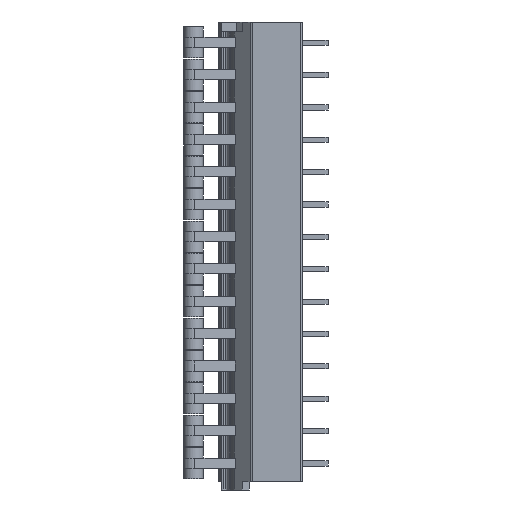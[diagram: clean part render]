
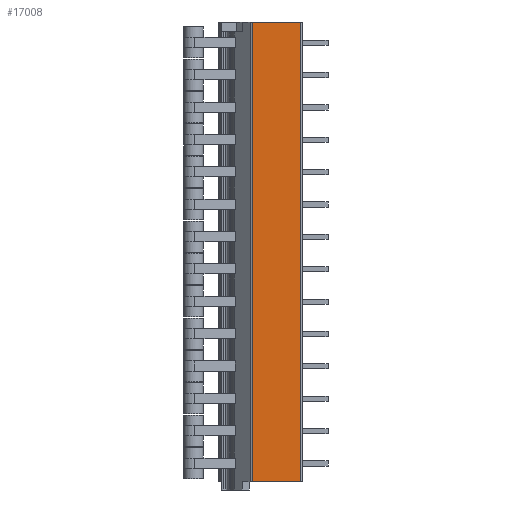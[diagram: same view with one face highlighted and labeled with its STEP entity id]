
A CAD part, left-side view. The second image highlights one B-rep face of the part: STEP entity #17008.
In plain terms, the highlighted planar face has unit normal (-1, 0, 0).
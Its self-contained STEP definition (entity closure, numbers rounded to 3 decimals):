
#30=DIRECTION('',(0.,-1.,0.));
#31=VECTOR('',#30,7.471);
#32=CARTESIAN_POINT('',(0.,7.671,-67.8));
#33=LINE('',#32,#31);
#310=DIRECTION('',(0.,-1.,0.));
#311=VECTOR('',#310,7.471);
#312=CARTESIAN_POINT('',(0.,7.671,3.2));
#313=LINE('',#312,#311);
#563=DIRECTION('',(0.,0.,1.));
#564=VECTOR('',#563,71.);
#565=CARTESIAN_POINT('',(0.,7.671,-67.8));
#566=LINE('',#565,#564);
#567=DIRECTION('',(0.,0.,1.));
#568=VECTOR('',#567,71.);
#569=CARTESIAN_POINT('',(0.,0.2,-67.8));
#570=LINE('',#569,#568);
#13390=CARTESIAN_POINT('',(0.,7.671,-67.8));
#13392=VERTEX_POINT('',#13390);
#13393=CARTESIAN_POINT('',(0.,0.2,-67.8));
#13394=VERTEX_POINT('',#13393);
#13510=CARTESIAN_POINT('',(0.,7.671,3.2));
#13512=VERTEX_POINT('',#13510);
#13513=CARTESIAN_POINT('',(0.,0.2,3.2));
#13514=VERTEX_POINT('',#13513);
#16996=CARTESIAN_POINT('',(0.,7.671,-67.8));
#16997=DIRECTION('',(-1.,0.,0.));
#16998=DIRECTION('',(0.,-1.,0.));
#16999=AXIS2_PLACEMENT_3D('',#16996,#16997,#16998);
#17000=PLANE('',#16999);
#17001=ORIENTED_EDGE('',*,*,#16990,.T.);
#17002=ORIENTED_EDGE('',*,*,#16828,.T.);
#17004=ORIENTED_EDGE('',*,*,#17003,.F.);
#17005=ORIENTED_EDGE('',*,*,#16628,.F.);
#17006=EDGE_LOOP('',(#17001,#17002,#17004,#17005));
#17007=FACE_OUTER_BOUND('',#17006,.F.);
#17008=ADVANCED_FACE('',(#17007),#17000,.T.);
#16628=EDGE_CURVE('',#13392,#13394,#33,.T.);
#16828=EDGE_CURVE('',#13512,#13514,#313,.T.);
#16990=EDGE_CURVE('',#13392,#13512,#566,.T.);
#17003=EDGE_CURVE('',#13394,#13514,#570,.T.);
